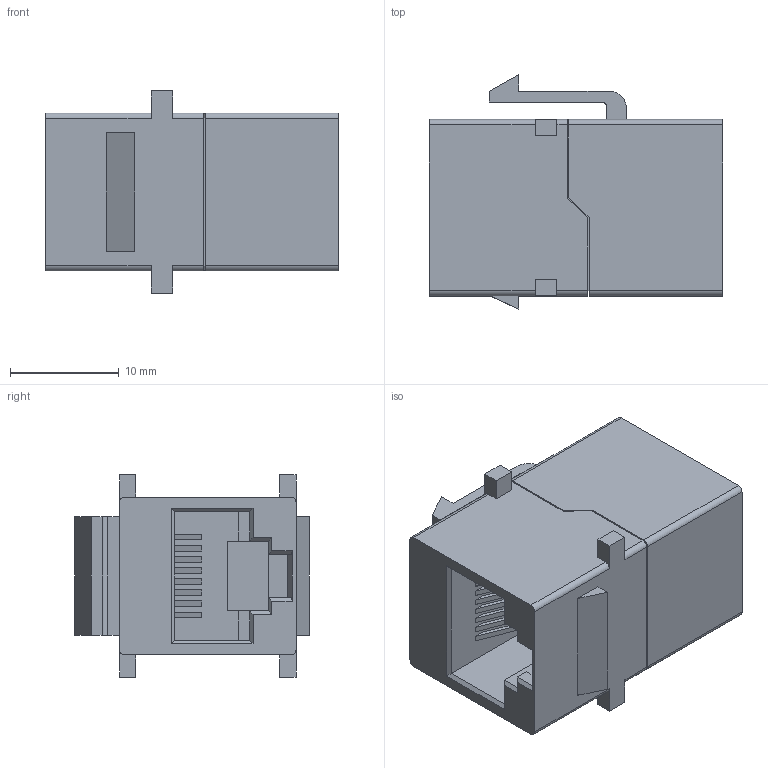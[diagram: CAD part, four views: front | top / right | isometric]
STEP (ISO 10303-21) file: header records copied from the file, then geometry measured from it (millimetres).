
FILE_DESCRIPTION (( 'STEP AP203' ), '1' );
FILE_NAME ('TDG1026KC3.STEP', '2013-07-12T20:15:06', ( 'x' ), ( '' ), 'SwSTEP 2.0', 'SolidWorks 2012', '' );
FILE_SCHEMA (( 'CONFIG_CONTROL_DESIGN' ));
Length unit declared in the file: millimetre
Products named in the file (1): TDG1026KC3
Bounding box: 26.9 x 21.5 x 18.56 mm (x, y, z)
Volume: 4505.5 mm3; surface area: 3641.5 mm2
Topology: 1 solids, 1 shells, 199 faces, 555 edges, 362 vertices
Faces by surface type: plane 185, cylinder 14
Entity records: 6386 total; most frequent: CARTESIAN_POINT 1117, ORIENTED_EDGE 1110, DIRECTION 983, EDGE_CURVE 555, LINE 527, VECTOR 527, VERTEX_POINT 362, EDGE_LOOP 235
